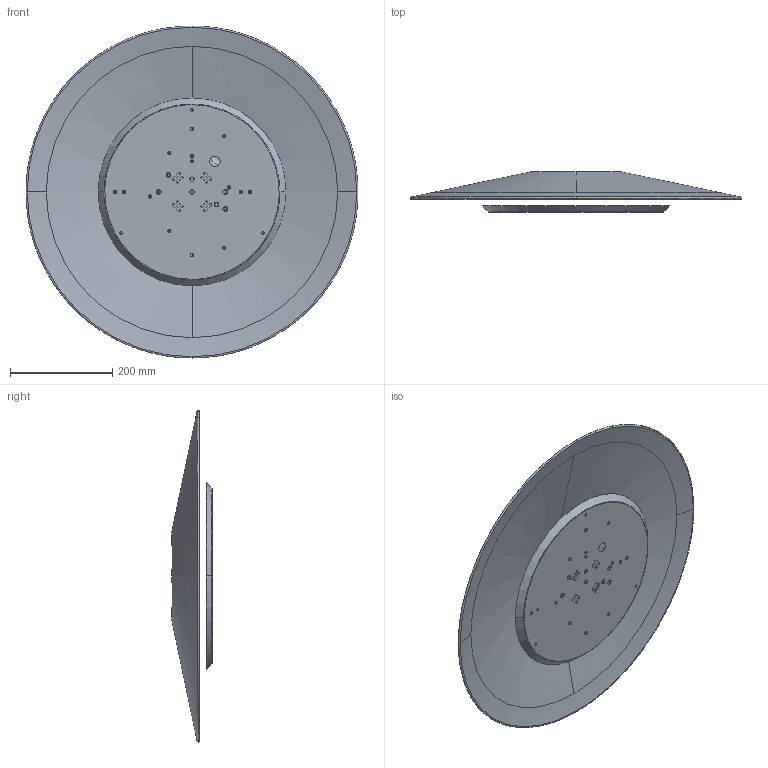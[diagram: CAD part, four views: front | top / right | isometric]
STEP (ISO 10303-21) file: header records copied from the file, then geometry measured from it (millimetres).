
FILE_DESCRIPTION (( 'STEP AP203' ), '1' );
FILE_NAME ('PLANET_PP65_STEP.STEP', '2016-01-12T10:10:26', ( 'admin' ), ( '' ), 'SwSTEP 2.0', 'SolidWorks 2015', '' );
FILE_SCHEMA (( 'CONFIG_CONTROL_DESIGN' ));
Length unit declared in the file: millimetre
Products named in the file (2): PLANET_PP65_STEP
Bounding box: 649.18 x 78.99 x 649.24 mm (x, y, z)
Surface area: 802703.4 mm2 (no closed solid volume)
Topology: 0 solids, 3 shells, 125 faces, 366 edges, 244 vertices
Faces by surface type: cylinder 60, cone 48, bspline 14, plane 3
Entity records: 7173 total; most frequent: CARTESIAN_POINT 3661, DIRECTION 770, ORIENTED_EDGE 620, EDGE_CURVE 366, AXIS2_PLACEMENT_3D 329, VERTEX_POINT 244, CIRCLE 216, EDGE_LOOP 162
